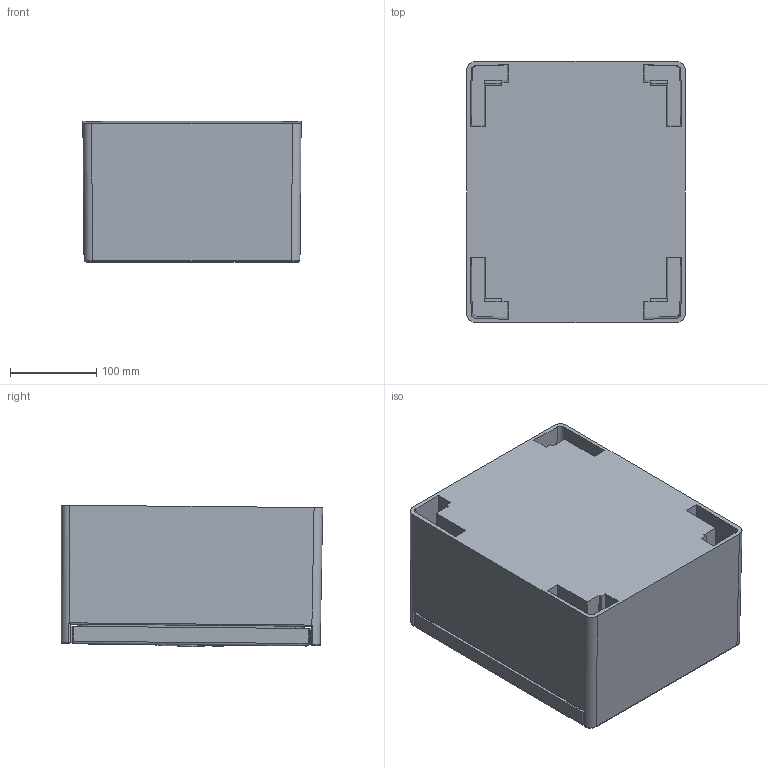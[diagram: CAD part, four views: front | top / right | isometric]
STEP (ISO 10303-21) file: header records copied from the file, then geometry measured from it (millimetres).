
FILE_DESCRIPTION((''),'2;1');
FILE_NAME('GW46001F_ASM','2020-10-09T10:52:31',('user'),('Axiro Italia'),'CREO PARAMETRIC BY PTC INC, 2020074','CREO PARAMETRIC BY PTC INC, 2020074','');
FILE_SCHEMA(('CONFIG_CONTROL_DESIGN'));
Length unit declared in the file: millimetre
Products named in the file (3): 55710040C2X2_FONDO_QUADRO_1_GR; 55715437FXXX_PORTA_CIECA_QP_1_G; GW46001F_ASM
Assembly tree (2 placements, depth 2):
  GW46001F_ASM
    55710040C2X2_FONDO_QUADRO_1_GR
    55715437FXXX_PORTA_CIECA_QP_1_G
Bounding box: 252.5 x 302.49 x 163.83 mm (x, y, z)
Volume: 1638540.9 mm3; surface area: 885590.8 mm2
Topology: 2 solids, 2 shells, 541 faces, 1438 edges, 932 vertices
Faces by surface type: plane 343, cone 97, cylinder 69, bspline 20, torus 8, sphere 4
Entity records: 19216 total; most frequent: CARTESIAN_POINT 5978, ORIENTED_EDGE 2860, DIRECTION 2518, EDGE_CURVE 1430, VECTOR 982, LINE 982, VERTEX_POINT 932, AXIS2_PLACEMENT_3D 768
